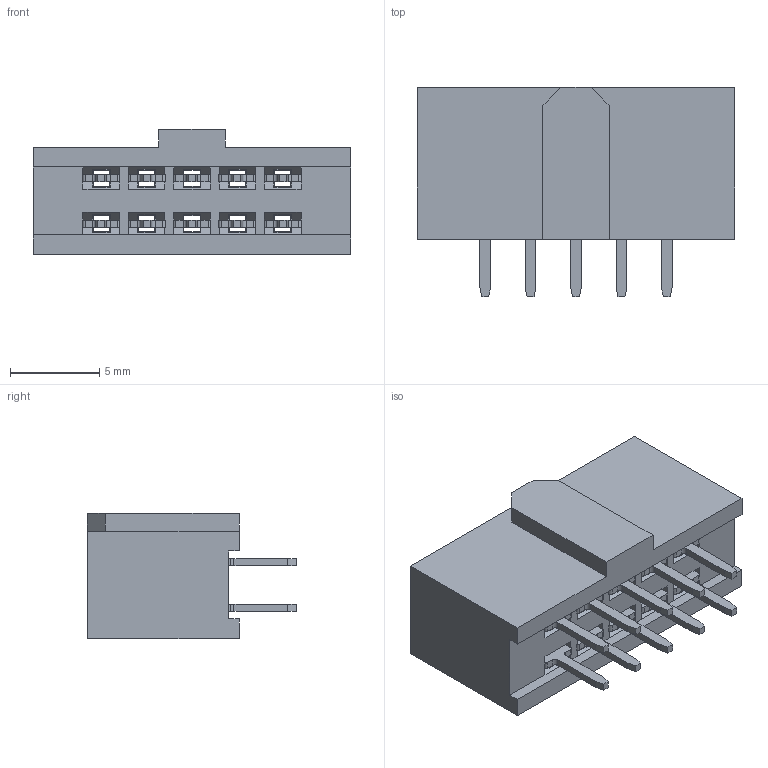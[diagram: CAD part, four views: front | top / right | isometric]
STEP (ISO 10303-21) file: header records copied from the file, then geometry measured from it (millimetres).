
FILE_DESCRIPTION (( 'STEP AP203' ), '1' );
FILE_NAME ('11160, SFH11-P_ _C-D05-ST-_ _.STEP', '2015-12-01T02:35:43', ( 'LUANN HERRING' ), ( 'SULLINS' ), 'SwSTEP 2.0', 'SolidWorks 2015', '' );
FILE_SCHEMA (( 'CONFIG_CONTROL_DESIGN' ));
Length unit declared in the file: inch
Products named in the file (2): 11160, SFH11-P_ _C-D05-ST-_ _
Bounding box: 17.78 x 11.7 x 7 mm (x, y, z)
Volume: 822.3 mm3; surface area: 1220.6 mm2
Topology: 1 solids, 1 shells, 546 faces, 1632 edges, 1068 vertices
Faces by surface type: plane 416, cylinder 130
Entity records: 18433 total; most frequent: ORIENTED_EDGE 3264, CARTESIAN_POINT 3248, DIRECTION 3028, EDGE_CURVE 1632, VECTOR 1332, LINE 1332, VERTEX_POINT 1068, AXIS2_PLACEMENT_3D 848
